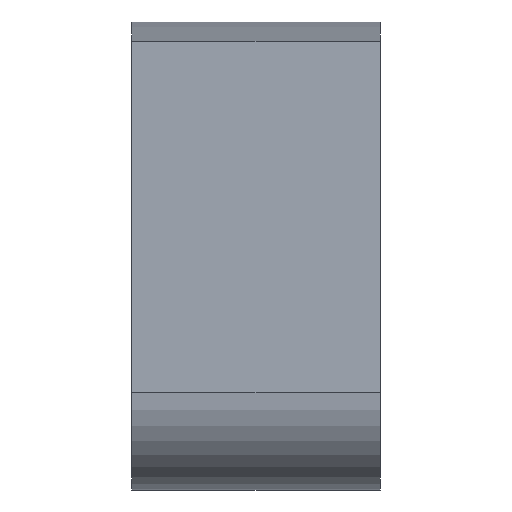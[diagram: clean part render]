
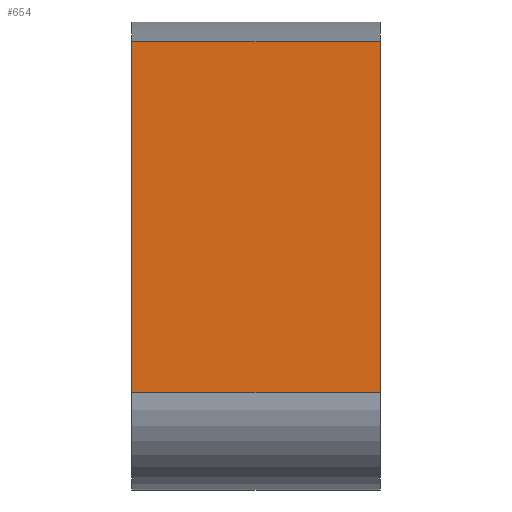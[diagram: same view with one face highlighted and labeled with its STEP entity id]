
A CAD part, left-side view. The second image highlights one B-rep face of the part: STEP entity #654.
In plain terms, the highlighted planar face has unit normal (-1, 0, 0).
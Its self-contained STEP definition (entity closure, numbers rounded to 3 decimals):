
#75=FACE_OUTER_BOUND('',#110,.T.);
#110=EDGE_LOOP('',(#578,#579,#580,#581));
#158=LINE('',#1010,#232);
#170=LINE('',#1045,#244);
#175=LINE('',#1060,#249);
#186=LINE('',#1086,#260);
#232=VECTOR('',#813,10.);
#244=VECTOR('',#851,10.);
#249=VECTOR('',#868,10.);
#260=VECTOR('',#897,10.);
#299=VERTEX_POINT('',#1004);
#301=VERTEX_POINT('',#1008);
#311=VERTEX_POINT('',#1044);
#315=VERTEX_POINT('',#1058);
#374=EDGE_CURVE('',#299,#301,#158,.T.);
#391=EDGE_CURVE('',#299,#311,#170,.T.);
#399=EDGE_CURVE('',#315,#311,#175,.T.);
#412=EDGE_CURVE('',#315,#301,#186,.T.);
#578=ORIENTED_EDGE('',*,*,#399,.T.);
#579=ORIENTED_EDGE('',*,*,#391,.F.);
#580=ORIENTED_EDGE('',*,*,#374,.T.);
#581=ORIENTED_EDGE('',*,*,#412,.F.);
#620=PLANE('',#720);
#654=ADVANCED_FACE('',(#75),#620,.T.);
#720=AXIS2_PLACEMENT_3D('',#1085,#895,#896);
#813=DIRECTION('',(0.,1.,0.));
#851=DIRECTION('',(0.,0.,-1.));
#868=DIRECTION('',(0.,-1.,0.));
#895=DIRECTION('center_axis',(-1.,0.,0.));
#896=DIRECTION('ref_axis',(0.,0.,1.));
#897=DIRECTION('',(0.,0.,1.));
#1004=CARTESIAN_POINT('',(-24.25,-9.7,13.275));
#1008=CARTESIAN_POINT('',(-24.25,5.,13.275));
#1010=CARTESIAN_POINT('',(-24.25,0.,13.275));
#1044=CARTESIAN_POINT('',(-24.25,-9.7,-7.525));
#1045=CARTESIAN_POINT('',(-24.25,-9.7,13.275));
#1058=CARTESIAN_POINT('',(-24.25,5.,-7.525));
#1060=CARTESIAN_POINT('',(-24.25,0.,-7.525));
#1085=CARTESIAN_POINT('Origin',(-24.25,0.,-13.275));
#1086=CARTESIAN_POINT('',(-24.25,5.,-13.275));
